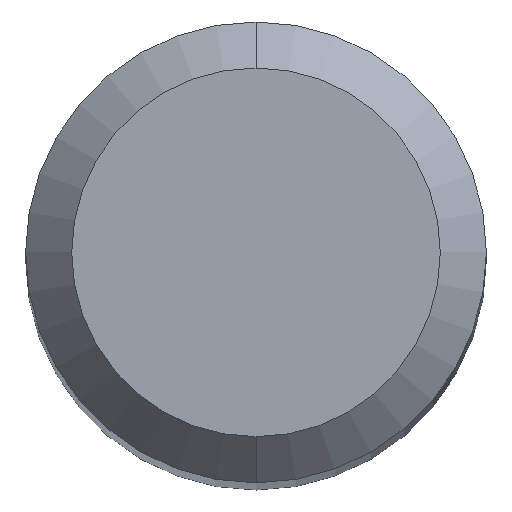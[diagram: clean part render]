
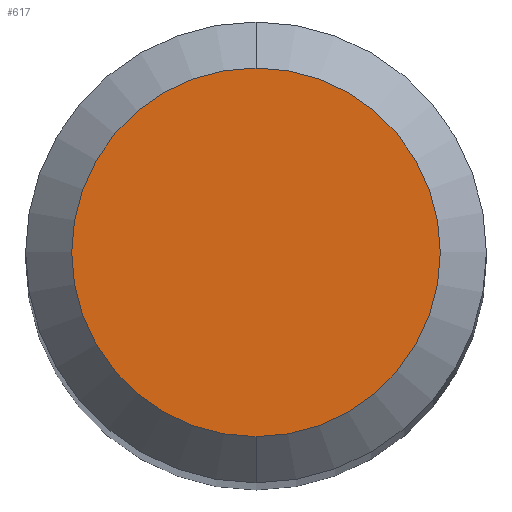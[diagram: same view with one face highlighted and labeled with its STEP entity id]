
A CAD part, top view. The second image highlights one B-rep face of the part: STEP entity #617.
In plain terms, the highlighted planar face has unit normal (0, 0, 1).
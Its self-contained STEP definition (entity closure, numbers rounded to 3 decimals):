
#359=VERTEX_POINT('',#974);
#445=EDGE_CURVE('',#865,#359,#1064,.T.);
#617=ADVANCED_FACE('',(#1255),#1256,.T.);
#865=VERTEX_POINT('',#1524);
#907=EDGE_CURVE('',#359,#865,#1574,.T.);
#974=CARTESIAN_POINT('',(0.,-1.2,0.0));
#1064=CIRCLE('',#2590,1.2);
#1255=FACE_OUTER_BOUND('',#3720,.T.);
#1256=PLANE('',#3721);
#1524=CARTESIAN_POINT('',(0.0,1.2,0.0));
#1574=CIRCLE('',#5140,1.2);
#2590=AXIS2_PLACEMENT_3D('',#5269,#5270,#5271);
#3720=EDGE_LOOP('',(#5494,#5495));
#3721=AXIS2_PLACEMENT_3D('',#5496,#5497,#5498);
#5140=AXIS2_PLACEMENT_3D('',#5841,#5842,#5843);
#5269=CARTESIAN_POINT('',(0.0,0.0,0.0));
#5270=DIRECTION('',(0.0,0.0,-1.0));
#5271=DIRECTION('',(0.0,1.0,0.0));
#5494=ORIENTED_EDGE('',*,*,#445,.F.);
#5495=ORIENTED_EDGE('',*,*,#907,.F.);
#5496=CARTESIAN_POINT('',(0.0,0.6,0.0));
#5497=DIRECTION('',(-0.0,0.0,1.0));
#5498=DIRECTION('',(0.0,-1.0,0.0));
#5841=CARTESIAN_POINT('',(0.0,0.0,0.0));
#5842=DIRECTION('',(0.0,0.0,-1.0));
#5843=DIRECTION('',(0.0,1.0,0.0));
